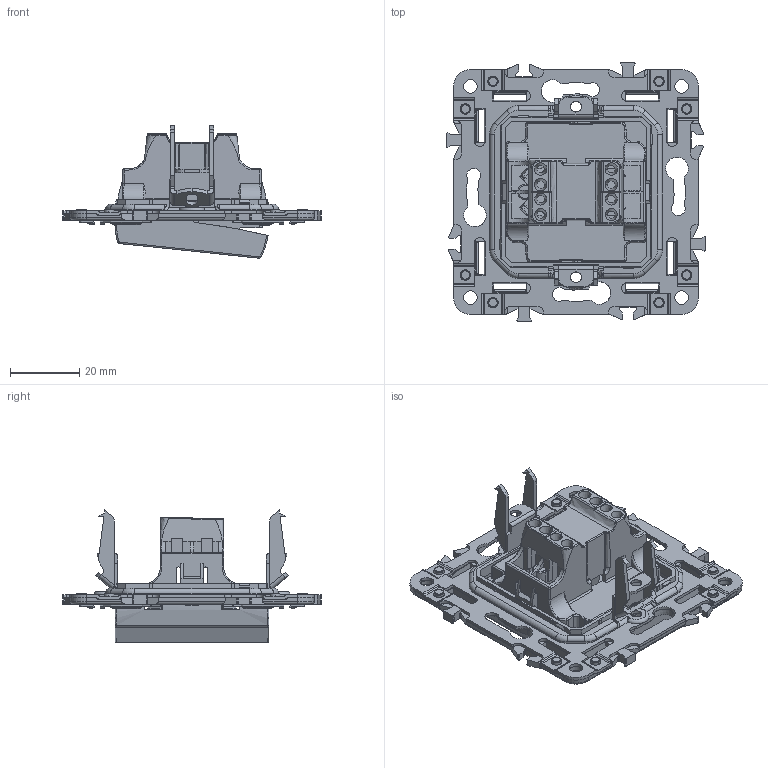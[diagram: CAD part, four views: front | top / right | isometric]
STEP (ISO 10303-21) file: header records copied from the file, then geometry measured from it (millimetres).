
FILE_DESCRIPTION (( 'STEP AP203' ), '1' );
FILE_NAME ('SK-V-0-10 SKANDY Âûêëþ÷. 1-êë. 10À SK-V IEK.STEP', '2024-06-17T13:51:54', ( '' ), ( '' ), 'SwSTEP 2.0', 'SolidWorks 2022', '' );
FILE_SCHEMA (( 'CONFIG_CONTROL_DESIGN' ));
Length unit declared in the file: millimetre
Products named in the file (1): SK-V-0-10 SKANDY Выключ. 1-кл. 10А SK-V IEK
Bounding box: 74.7 x 74.7 x 38.26 mm (x, y, z)
Volume: 19457.4 mm3; surface area: 35032.6 mm2
Topology: 6 solids, 6 shells, 2532 faces, 7199 edges, 4624 vertices
Faces by surface type: plane 1424, cylinder 747, bspline 175, cone 94, torus 76, sphere 16
Entity records: 87309 total; most frequent: CARTESIAN_POINT 23054, ORIENTED_EDGE 14354, DIRECTION 12419, EDGE_CURVE 7177, VECTOR 4799, LINE 4799, VERTEX_POINT 4622, AXIS2_PLACEMENT_3D 3810
